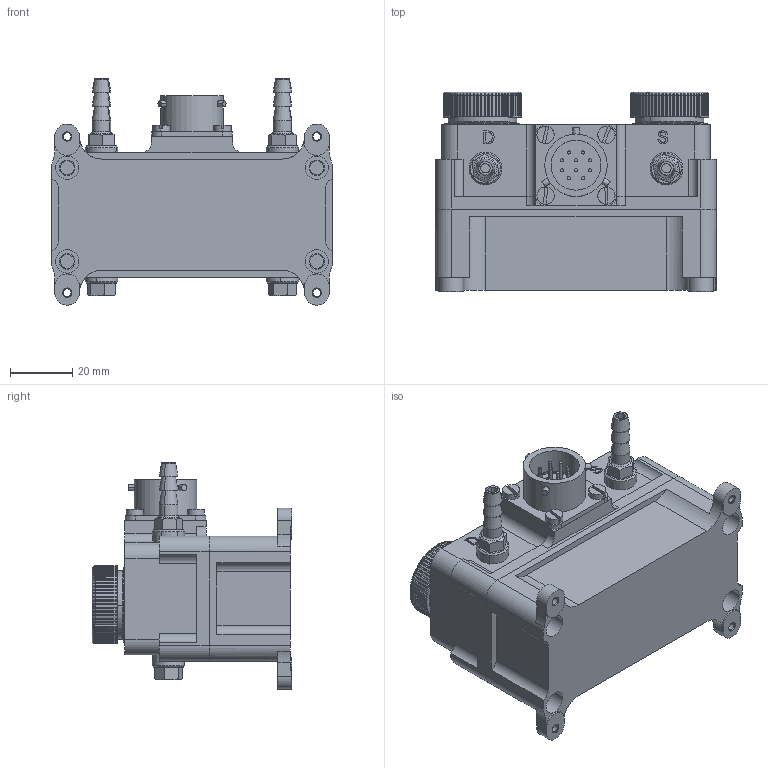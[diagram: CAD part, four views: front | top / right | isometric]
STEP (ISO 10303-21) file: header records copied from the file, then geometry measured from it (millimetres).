
FILE_DESCRIPTION (( 'STEP AP214' ), '1' );
FILE_NAME ('ÃØÔÞ.431329.90.321.000 Áëîê îáðàáîòêè äàííûõ ÏÂÄ (èñïîëíåíèå 2).STEP', '2016-06-03T07:48:49', ( '' ), ( '' ), 'SwSTEP 2.0', 'SolidWorks 2015', '' );
FILE_SCHEMA (( 'AUTOMOTIVE_DESIGN' ));
Length unit declared in the file: millimetre
Products named in the file (1): ÃØÔÞ.431329.90.321.000 Áëîê îáðàáîòêè äàííûõ ÏÂÄ (èñïîëíåíèå 2)
Bounding box: 90 x 64 x 72.5 mm (x, y, z)
Surface area: 34634.1 mm2 (no closed solid volume)
Topology: 0 solids, 21 shells, 854 faces, 2484 edges, 1662 vertices
Faces by surface type: plane 436, cylinder 270, cone 84, bspline 44, torus 20
Entity records: 41143 total; most frequent: CARTESIAN_POINT 9433, ORIENTED_EDGE 4726, DIRECTION 4468, EDGE_CURVE 2484, VERTEX_POINT 1662, AXIS2_PLACEMENT_3D 1595, LINE 1278, VECTOR 1278
